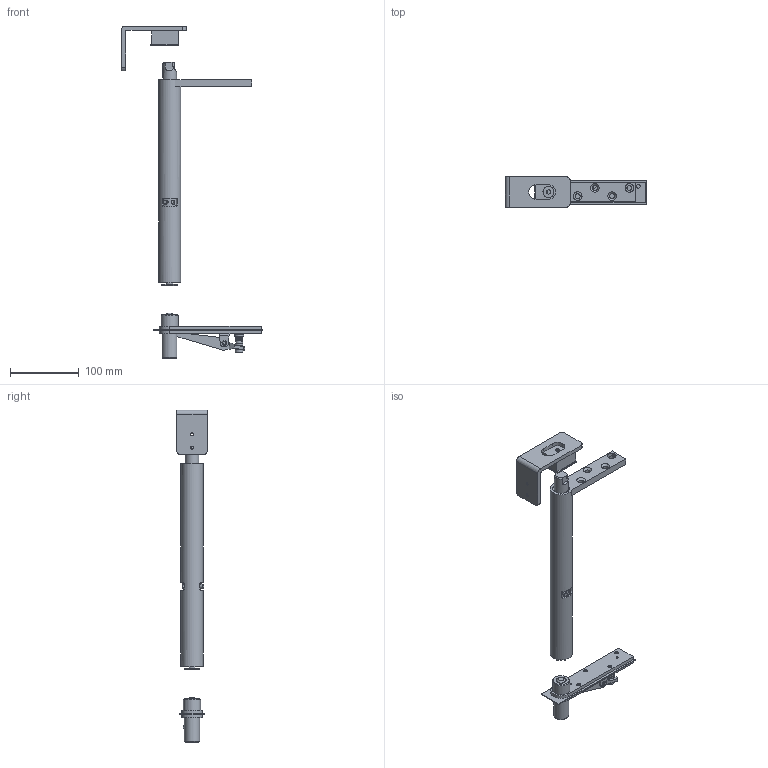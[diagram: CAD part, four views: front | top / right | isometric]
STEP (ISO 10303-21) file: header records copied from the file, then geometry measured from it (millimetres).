
FILE_DESCRIPTION(/* description */ (''),/* implementation_level */ '2;1');
FILE_NAME(/* name */ '25312GT.stp',/* time_stamp */ '2019-08-05T14:39:39+02:00',/* author */ ('Marc'),/* organization */ (''),/* preprocessor_version */ 'ST-DEVELOPER v17.2',/* originating_system */ 'Autodesk Inventor 2019',/* authorisation */ '');
FILE_SCHEMA (('AUTOMOTIVE_DESIGN { 1 0 10303 214 3 1 1 }'));
Length unit declared in the file: millimetre
Products named in the file (1): 25312GT
Bounding box: 205 x 44 x 482.2 mm (x, y, z)
Volume: 232928.6 mm3; surface area: 123387.1 mm2
Topology: 5 solids, 5 shells, 512 faces, 1367 edges, 880 vertices
Faces by surface type: plane 201, cylinder 198, torus 41, cone 36, bspline 35, sphere 1
Full cylindrical faces by diameter (mm): 2.459 x2, 3.242 x4, 4 x2, 4.134 x2, 4.5 x2, 5.5 x8, 6 x10, 6.1 x1, 6.172 x2, 7 x5, 8.376 x4, 10 x4, 11 x2, 11.5 x1, 13 x3, 14 x1, 14.5 x1, 16 x1, 20 x1, 25 x2, 27 x1, 28 x2, 30 x1, 32 x1
Entity records: 19174 total; most frequent: CARTESIAN_POINT 5519, DIRECTION 2844, ORIENTED_EDGE 2734, EDGE_CURVE 1367, AXIS2_PLACEMENT_3D 1123, VERTEX_POINT 880, CIRCLE 606, LINE 598
